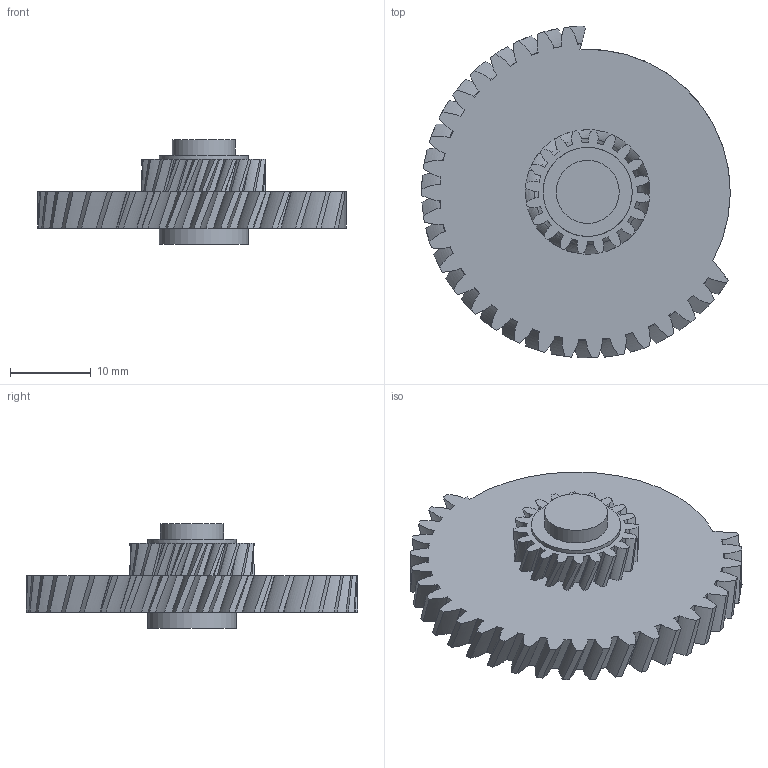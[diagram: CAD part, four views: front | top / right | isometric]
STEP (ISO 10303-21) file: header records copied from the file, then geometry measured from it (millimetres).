
FILE_DESCRIPTION(('FreeCAD Model'),'2;1');
FILE_NAME('Open CASCADE Shape Model','2025-08-26T15:11:53',(''),(''), 'Open CASCADE STEP processor 7.8','FreeCAD','Unknown');
FILE_SCHEMA(('AUTOMOTIVE_DESIGN { 1 0 10303 214 1 1 1 1 }'));
Length unit declared in the file: millimetre
Products named in the file (1): Intermediate_Gear
Bounding box: 38.11 x 40.99 x 12.9 mm (x, y, z)
Volume: 5861.1 mm3; surface area: 3854.9 mm2
Topology: 1 solids, 1 shells, 295 faces, 861 edges, 574 vertices
Faces by surface type: bspline 279, plane 10, cylinder 6
Full cylindrical faces by diameter (mm): 7 x1, 7.8 x1, 11 x3
Entity records: 27171 total; most frequent: CARTESIAN_POINT 21824, ORIENTED_EDGE 1722, EDGE_CURVE 861, B_SPLINE_CURVE_WITH_KNOTS 837, VERTEX_POINT 574, FACE_BOUND 301, EDGE_LOOP 301, ADVANCED_FACE 295
